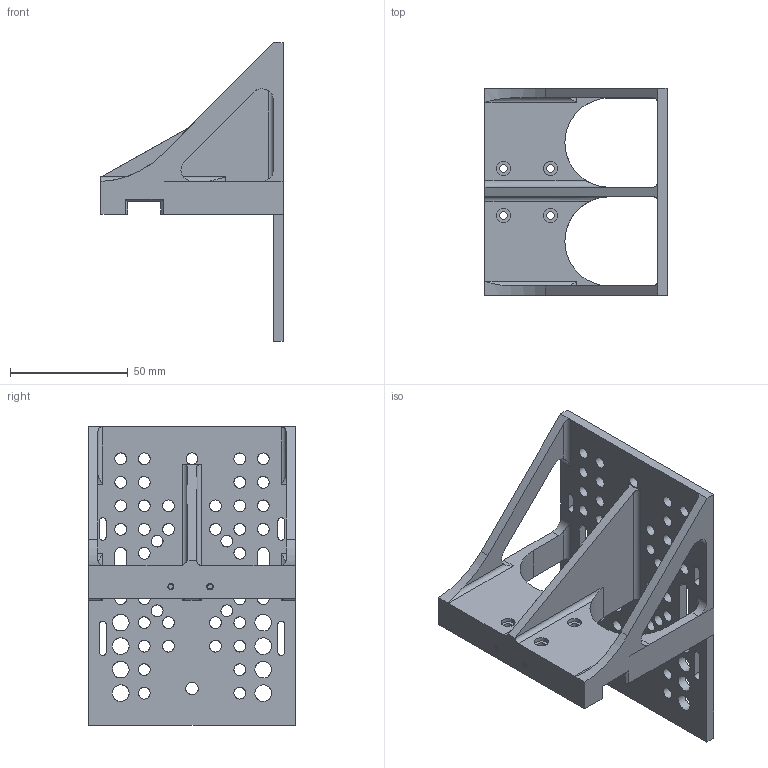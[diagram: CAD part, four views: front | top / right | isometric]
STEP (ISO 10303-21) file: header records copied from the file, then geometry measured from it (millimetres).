
FILE_DESCRIPTION(('STEP AP214'),'1');
FILE_NAME('MGN12H bracket.stp','2025-12-02T21:02:18',(' '),(' '),'Spatial InterOp 3D',' ',' ');
FILE_SCHEMA(('AUTOMOTIVE_DESIGN { 1 0 10303 214 1 1 1 1 }'));
Length unit declared in the file: metre
Products named in the file (1): BasePlate
Bounding box: 77.48 x 88 x 127 mm (x, y, z)
Volume: 87344.4 mm3; surface area: 47342.7 mm2
Topology: 1 solids, 2 shells, 170 faces, 587 edges, 415 vertices
Faces by surface type: bspline 71, plane 64, cylinder 34, offset 1
Full cylindrical faces by diameter (mm): 3.25 x4, 6 x4
Entity records: 15341 total; most frequent: CARTESIAN_POINT 9725, ORIENTED_EDGE 929, DIRECTION 544, EDGE_CURVE 466, EDGE_LOOP 369, VERTEX_POINT 358, FACE_OUTER_BOUND 232, LINE 220
